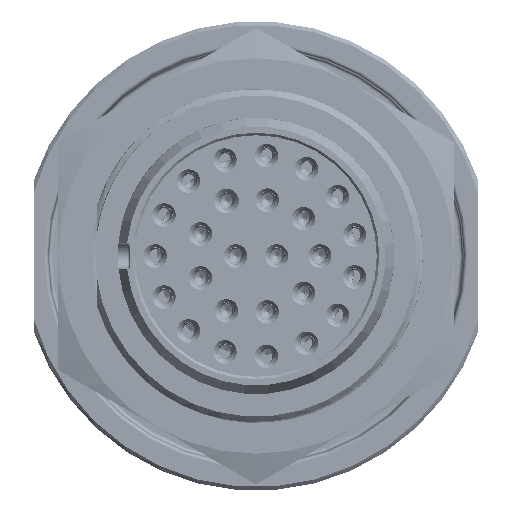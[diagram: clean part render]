
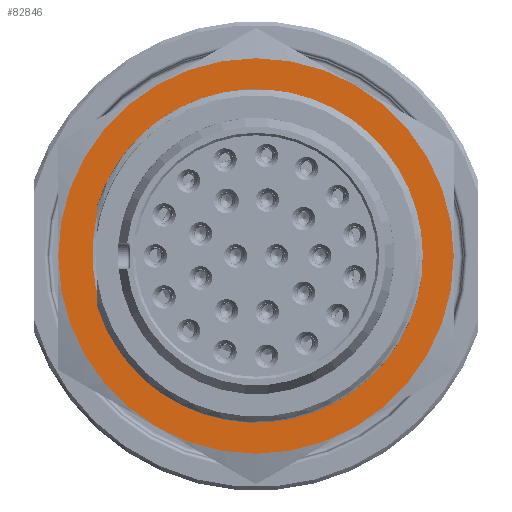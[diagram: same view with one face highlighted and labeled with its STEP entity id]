
A CAD part, left-side view. The second image highlights one B-rep face of the part: STEP entity #82846.
In plain terms, the highlighted planar face has unit normal (-1, 0, 0).
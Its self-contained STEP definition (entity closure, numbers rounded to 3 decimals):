
#865=CARTESIAN_POINT('',(14.5,0.,13.5));
#1084=CARTESIAN_POINT('',(14.5,-6.109,11.952));
#1085=CARTESIAN_POINT('',(14.5,-6.483,11.771));
#1086=CARTESIAN_POINT('',(14.5,-7.212,11.374));
#1087=CARTESIAN_POINT('',(14.5,-8.255,10.674));
#1088=CARTESIAN_POINT('',(14.5,-8.9,10.148));
#1089=CARTESIAN_POINT('',(14.5,-9.211,9.87));
#1203=CARTESIAN_POINT('',(14.5,0.,0.));
#1204=DIRECTION('',(1.,0.,0.));
#1205=DIRECTION('',(0.,-0.5,0.866));
#1206=AXIS2_PLACEMENT_3D('',#1203,#1204,#1205);
#1208=CARTESIAN_POINT('',(14.5,0.,0.));
#1209=DIRECTION('',(1.,0.,0.));
#1210=DIRECTION('',(0.,-1.,0.));
#1211=AXIS2_PLACEMENT_3D('',#1208,#1209,#1210);
#1213=CARTESIAN_POINT('',(14.5,0.,0.));
#1214=DIRECTION('',(1.,0.,0.));
#1215=DIRECTION('',(0.,0.5,-0.866));
#1216=AXIS2_PLACEMENT_3D('',#1213,#1214,#1215);
#1218=CARTESIAN_POINT('',(14.5,0.,0.));
#1219=DIRECTION('',(1.,0.,0.));
#1220=DIRECTION('',(0.,1.,0.));
#1221=AXIS2_PLACEMENT_3D('',#1218,#1219,#1220);
#1223=CARTESIAN_POINT('',(14.5,0.,13.5));
#1224=CARTESIAN_POINT('',(14.5,-0.427,13.495));
#1225=CARTESIAN_POINT('',(14.5,-1.274,13.444));
#1226=CARTESIAN_POINT('',(14.5,-2.534,13.249));
#1227=CARTESIAN_POINT('',(14.5,-3.768,12.936));
#1228=CARTESIAN_POINT('',(14.5,-4.967,12.508));
#1229=CARTESIAN_POINT('',(14.5,-5.734,12.15));
#1230=CARTESIAN_POINT('',(14.5,-6.109,11.952));
#1232=CARTESIAN_POINT('',(14.5,8.362,-10.087));
#1233=CARTESIAN_POINT('',(14.5,8.726,-9.792));
#1234=CARTESIAN_POINT('',(14.5,9.42,-9.168));
#1235=CARTESIAN_POINT('',(14.5,10.358,-8.121));
#1236=CARTESIAN_POINT('',(14.5,11.179,-6.98));
#1237=CARTESIAN_POINT('',(14.5,11.875,-5.756));
#1238=CARTESIAN_POINT('',(14.5,12.437,-4.464));
#1239=CARTESIAN_POINT('',(14.5,12.859,-3.119));
#1240=CARTESIAN_POINT('',(14.5,13.135,-1.734));
#1241=CARTESIAN_POINT('',(14.5,13.262,-0.327));
#1242=CARTESIAN_POINT('',(14.5,13.239,1.088));
#1243=CARTESIAN_POINT('',(14.5,13.065,2.493));
#1244=CARTESIAN_POINT('',(14.5,12.742,3.873));
#1245=CARTESIAN_POINT('',(14.5,12.275,5.212));
#1246=CARTESIAN_POINT('',(14.5,11.666,6.495));
#1247=CARTESIAN_POINT('',(14.5,10.924,7.708));
#1248=CARTESIAN_POINT('',(14.5,10.057,8.836));
#1249=CARTESIAN_POINT('',(14.5,9.074,9.866));
#1250=CARTESIAN_POINT('',(14.5,7.986,10.787));
#1251=CARTESIAN_POINT('',(14.5,6.806,11.588));
#1252=CARTESIAN_POINT('',(14.5,5.545,12.261));
#1253=CARTESIAN_POINT('',(14.5,4.219,12.796));
#1254=CARTESIAN_POINT('',(14.5,2.843,13.188));
#1255=CARTESIAN_POINT('',(14.5,1.431,13.432));
#1256=CARTESIAN_POINT('',(14.5,0.479,13.494));
#1257=CARTESIAN_POINT('',(14.5,0.,13.5));
#1259=CARTESIAN_POINT('',(14.5,0.,0.));
#1260=DIRECTION('',(-1.,0.,0.));
#1261=DIRECTION('',(0.,-0.5,0.866));
#1262=AXIS2_PLACEMENT_3D('',#1259,#1260,#1261);
#4125=CARTESIAN_POINT('',(14.5,0.,0.));
#4126=DIRECTION('',(-1.,0.,0.));
#4127=DIRECTION('',(0.,0.5,-0.866));
#4128=AXIS2_PLACEMENT_3D('',#4125,#4126,#4127);
#4130=CARTESIAN_POINT('',(14.5,0.,0.));
#4131=DIRECTION('',(1.,0.,0.));
#4132=DIRECTION('',(0.,-0.682,0.731));
#4133=AXIS2_PLACEMENT_3D('',#4130,#4131,#4132);
#4195=CARTESIAN_POINT('',(14.5,-9.211,-9.87));
#4196=CARTESIAN_POINT('',(14.5,-8.866,-10.179));
#4197=CARTESIAN_POINT('',(14.5,-8.148,-10.758));
#4198=CARTESIAN_POINT('',(14.5,-6.984,-11.514));
#4199=CARTESIAN_POINT('',(14.5,-5.755,-12.144));
#4200=CARTESIAN_POINT('',(14.5,-4.468,-12.644));
#4201=CARTESIAN_POINT('',(14.5,-3.136,-13.009));
#4202=CARTESIAN_POINT('',(14.5,-1.782,-13.234));
#4203=CARTESIAN_POINT('',(14.5,-0.406,-13.319));
#4204=CARTESIAN_POINT('',(14.5,0.962,-13.262));
#4205=CARTESIAN_POINT('',(14.5,2.318,-13.064));
#4206=CARTESIAN_POINT('',(14.5,3.646,-12.728));
#4207=CARTESIAN_POINT('',(14.5,4.925,-12.259));
#4208=CARTESIAN_POINT('',(14.5,6.152,-11.659));
#4209=CARTESIAN_POINT('',(14.5,7.306,-10.939));
#4210=CARTESIAN_POINT('',(14.5,8.019,-10.384));
#4211=CARTESIAN_POINT('',(14.5,8.362,-10.087));
#68072=CARTESIAN_POINT('',(14.5,-8.,13.856));
#68073=CARTESIAN_POINT('',(14.5,-16.,0.));
#68074=VERTEX_POINT('',#68072);
#68075=VERTEX_POINT('',#68073);
#68076=CARTESIAN_POINT('',(14.5,-8.,-13.856));
#68077=VERTEX_POINT('',#68076);
#68078=CARTESIAN_POINT('',(14.5,8.,-13.856));
#68079=CARTESIAN_POINT('',(14.5,16.,0.));
#68080=VERTEX_POINT('',#68078);
#68081=VERTEX_POINT('',#68079);
#68082=CARTESIAN_POINT('',(14.5,8.,13.856));
#68083=VERTEX_POINT('',#68082);
#68098=VERTEX_POINT('',#865);
#68099=CARTESIAN_POINT('',(14.5,-9.211,9.87));
#68100=CARTESIAN_POINT('',(14.5,-9.211,-9.87));
#68101=VERTEX_POINT('',#68099);
#68102=VERTEX_POINT('',#68100);
#68109=VERTEX_POINT('',#1084);
#68127=VERTEX_POINT('',#4211);
#82817=CARTESIAN_POINT('',(14.5,0.,0.));
#82818=DIRECTION('',(1.,0.,0.));
#82819=DIRECTION('',(0.,0.,-1.));
#82820=AXIS2_PLACEMENT_3D('',#82817,#82818,#82819);
#82821=PLANE('343',#82820);
#82823=ORIENTED_EDGE('5350',*,*,#82822,.F.);
#82825=ORIENTED_EDGE('5315',*,*,#82824,.T.);
#82827=ORIENTED_EDGE('5316',*,*,#82826,.T.);
#82829=ORIENTED_EDGE('5349',*,*,#82828,.F.);
#82831=ORIENTED_EDGE('5317',*,*,#82830,.T.);
#82833=ORIENTED_EDGE('5318',*,*,#82832,.T.);
#82834=EDGE_LOOP('343',(#82823,#82825,#82827,#82829,#82831,#82833));
#82835=FACE_OUTER_BOUND('343',#82834,.F.);
#82837=ORIENTED_EDGE('5353',*,*,#82836,.F.);
#82838=ORIENTED_EDGE('5357',*,*,#82805,.F.);
#82840=ORIENTED_EDGE('5416',*,*,#82839,.F.);
#82841=ORIENTED_EDGE('5415',*,*,#82518,.F.);
#82843=ORIENTED_EDGE('5369',*,*,#82842,.F.);
#82844=EDGE_LOOP('343',(#82837,#82838,#82840,#82841,#82843));
#82845=FACE_BOUND('343',#82844,.F.);
#1090=B_SPLINE_CURVE_WITH_KNOTS('5357',3,(#1084,#1085,#1086,#1087,#1088,#1089),
.UNSPECIFIED.,.F.,.F.,(4,1,1,4),(0.,0.333,0.667,1.),
.UNSPECIFIED.);
#1207=CIRCLE('5315',#1206,16.);
#1212=CIRCLE('5316',#1211,16.);
#1217=CIRCLE('5317',#1216,16.);
#1222=CIRCLE('5318',#1221,16.);
#1231=B_SPLINE_CURVE_WITH_KNOTS('5416',3,(#1223,#1224,#1225,#1226,#1227,#1228,
#1229,#1230),.UNSPECIFIED.,.F.,.F.,(4,1,1,1,1,4),(0.,0.2,0.4,0.6,0.8,
1.),.UNSPECIFIED.);
#1258=B_SPLINE_CURVE_WITH_KNOTS('5415',3,(#1232,#1233,#1234,#1235,#1236,#1237,
#1238,#1239,#1240,#1241,#1242,#1243,#1244,#1245,#1246,#1247,#1248,#1249,#1250,
#1251,#1252,#1253,#1254,#1255,#1256,#1257),.UNSPECIFIED.,.F.,.F.,(4,1,1,1,1,1,1,
1,1,1,1,1,1,1,1,1,1,1,1,1,1,1,1,4),(0.,0.043,0.087,
0.13,0.174,0.217,0.261,
0.304,0.348,0.391,0.435,
0.478,0.522,0.565,0.609,
0.652,0.696,0.739,0.783,
0.826,0.87,0.913,0.957,1.),
.UNSPECIFIED.);
#1263=CIRCLE('5350',#1262,16.);
#4129=CIRCLE('5349',#4128,16.);
#4134=CIRCLE('5353',#4133,13.5);
#4212=B_SPLINE_CURVE_WITH_KNOTS('5369',3,(#4195,#4196,#4197,#4198,#4199,#4200,
#4201,#4202,#4203,#4204,#4205,#4206,#4207,#4208,#4209,#4210,#4211),
.UNSPECIFIED.,.F.,.F.,(4,1,1,1,1,1,1,1,1,1,1,1,1,1,4),(0.,0.071,
0.143,0.214,0.286,0.357,
0.429,0.5,0.571,0.643,0.714,
0.786,0.857,0.929,1.),.UNSPECIFIED.);
#82518=EDGE_CURVE('5415',#68127,#68098,#1258,.T.);
#82805=EDGE_CURVE('5357',#68109,#68101,#1090,.T.);
#82822=EDGE_CURVE('5350',#68074,#68083,#1263,.T.);
#82824=EDGE_CURVE('5315',#68074,#68075,#1207,.T.);
#82826=EDGE_CURVE('5316',#68075,#68077,#1212,.T.);
#82828=EDGE_CURVE('5349',#68080,#68077,#4129,.T.);
#82830=EDGE_CURVE('5317',#68080,#68081,#1217,.T.);
#82832=EDGE_CURVE('5318',#68081,#68083,#1222,.T.);
#82836=EDGE_CURVE('5353',#68101,#68102,#4134,.T.);
#82839=EDGE_CURVE('5416',#68098,#68109,#1231,.T.);
#82842=EDGE_CURVE('5369',#68102,#68127,#4212,.T.);
#82846=ADVANCED_FACE('343',(#82835,#82845),#82821,.F.);
